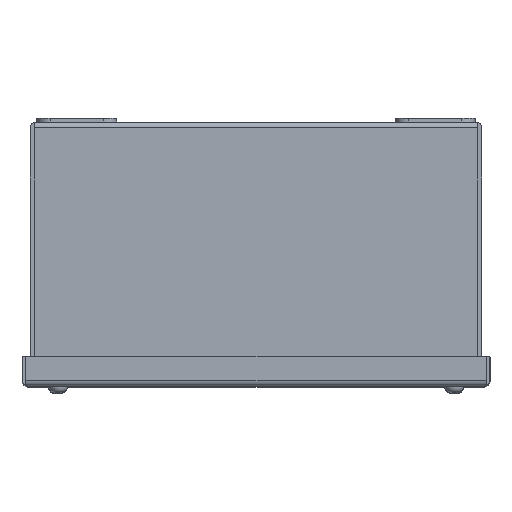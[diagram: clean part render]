
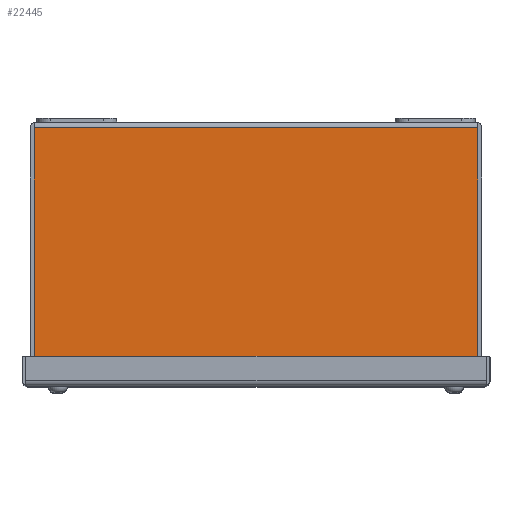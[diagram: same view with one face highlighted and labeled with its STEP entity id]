
A CAD part, top view. The second image highlights one B-rep face of the part: STEP entity #22445.
In plain terms, the highlighted planar face has unit normal (0, 0, 1).
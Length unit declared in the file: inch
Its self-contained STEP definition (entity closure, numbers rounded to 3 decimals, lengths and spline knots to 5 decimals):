
#728 = CARTESIAN_POINT ( 'NONE',  ( -4.17721, -0.108, 4.75 ) ) ;
#3395 = VECTOR ( 'NONE', #5841, 39.37008 ) ;
#3634 = DIRECTION ( 'NONE',  ( -1., 0., 0. ) ) ;
#3768 = CARTESIAN_POINT ( 'NONE',  ( 4.17721, 39.37008, 4.75 ) ) ;
#3904 = CARTESIAN_POINT ( 'NONE',  ( -4.142, -0.108, 4.75 ) ) ;
#4181 = ORIENTED_EDGE ( 'NONE', *, *, #17323, .F. ) ;
#4736 = ORIENTED_EDGE ( 'NONE', *, *, #22820, .T. ) ;
#4893 = VECTOR ( 'NONE', #16255, 39.37008 ) ;
#4980 = VERTEX_POINT ( 'NONE', #17232 ) ;
#5727 = LINE ( 'NONE', #7392, #4893 ) ;
#5841 = DIRECTION ( 'NONE',  ( 1., 0., 0. ) ) ;
#7392 = CARTESIAN_POINT ( 'NONE',  ( 29.156, -4.642, 4.75 ) ) ;
#8187 = LINE ( 'NONE', #3768, #18244 ) ;
#9035 = ORIENTED_EDGE ( 'NONE', *, *, #25171, .F. ) ;
#9450 = VERTEX_POINT ( 'NONE', #22501 ) ;
#10606 = AXIS2_PLACEMENT_3D ( 'NONE', #18033, #24291, #3634 ) ;
#11208 = EDGE_CURVE ( 'NONE', #24992, #9450, #16231, .T. ) ;
#11937 = PLANE ( 'NONE',  #10606 ) ;
#14294 = ORIENTED_EDGE ( 'NONE', *, *, #11208, .F. ) ;
#16231 = LINE ( 'NONE', #3904, #3395 ) ;
#16255 = DIRECTION ( 'NONE',  ( -1., 0., 0. ) ) ;
#16649 = DIRECTION ( 'NONE',  ( 0., -1., 0. ) ) ;
#17232 = CARTESIAN_POINT ( 'NONE',  ( 4.17721, -4.642, 4.75 ) ) ;
#17323 = EDGE_CURVE ( 'NONE', #4980, #27061, #5727, .T. ) ;
#17862 = DIRECTION ( 'NONE',  ( 0., -1., 0. ) ) ;
#18033 = CARTESIAN_POINT ( 'NONE',  ( 29.156, 0., 4.75 ) ) ;
#18244 = VECTOR ( 'NONE', #16649, 39.37008 ) ;
#18597 = CARTESIAN_POINT ( 'NONE',  ( -4.17721, -4.642, 4.75 ) ) ;
#20748 = EDGE_LOOP ( 'NONE', ( #4181, #9035, #14294, #4736 ) ) ;
#22172 = CARTESIAN_POINT ( 'NONE',  ( -4.17721, 39.37008, 4.75 ) ) ;
#22445 = ADVANCED_FACE ( 'NONE', ( #26490 ), #11937, .F. ) ;
#22501 = CARTESIAN_POINT ( 'NONE',  ( 4.17721, -0.108, 4.75 ) ) ;
#22579 = VECTOR ( 'NONE', #17862, 39.37008 ) ;
#22820 = EDGE_CURVE ( 'NONE', #24992, #27061, #24251, .T. ) ;
#24251 = LINE ( 'NONE', #22172, #22579 ) ;
#24291 = DIRECTION ( 'NONE',  ( 0., 0., -1. ) ) ;
#24992 = VERTEX_POINT ( 'NONE', #728 ) ;
#25171 = EDGE_CURVE ( 'NONE', #9450, #4980, #8187, .T. ) ;
#26490 = FACE_OUTER_BOUND ( 'NONE', #20748, .T. ) ;
#27061 = VERTEX_POINT ( 'NONE', #18597 ) ;
